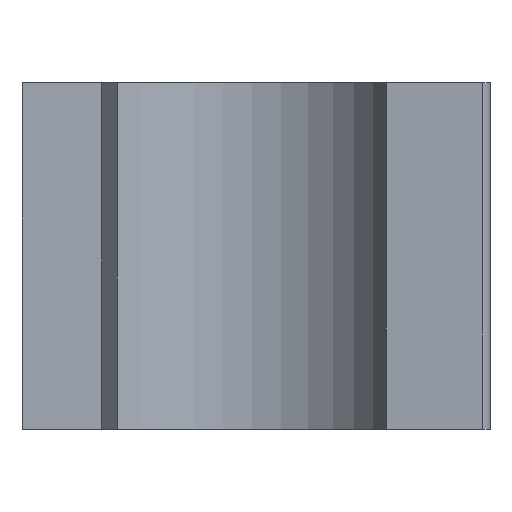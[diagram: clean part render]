
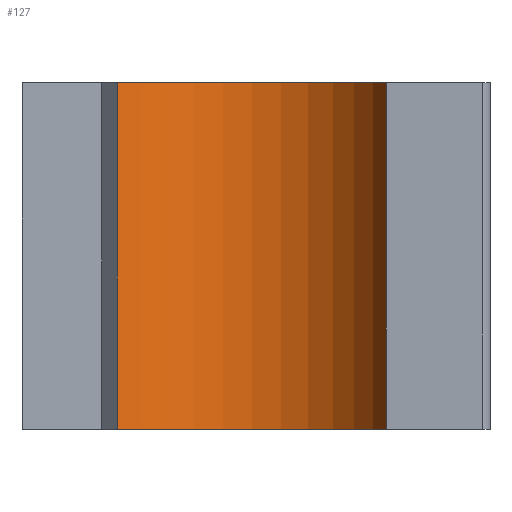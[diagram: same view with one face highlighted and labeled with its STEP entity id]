
A CAD part, top view. The second image highlights one B-rep face of the part: STEP entity #127.
In plain terms, the highlighted cylindrical face has radius 9.731 mm (diameter 19.462 mm), a partial arc.
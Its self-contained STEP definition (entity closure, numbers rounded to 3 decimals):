
#127 = ADVANCED_FACE( '', ( #228 ), #229, .F. );
#228 = FACE_OUTER_BOUND( '', #320, .T. );
#229 = CYLINDRICAL_SURFACE( '', #321, 9.731 );
#320 = EDGE_LOOP( '', ( #448, #449, #450, #451 ) );
#321 = AXIS2_PLACEMENT_3D( '', #452, #453, #454 );
#448 = ORIENTED_EDGE( '', *, *, #620, .F. );
#449 = ORIENTED_EDGE( '', *, *, #641, .F. );
#450 = ORIENTED_EDGE( '', *, *, #642, .T. );
#451 = ORIENTED_EDGE( '', *, *, #628, .T. );
#452 = CARTESIAN_POINT( '', ( -13.488, 20., 10.898 ) );
#453 = DIRECTION( '', ( 0., 1., 0. ) );
#454 = DIRECTION( '', ( 0., 0., -1. ) );
#620 = EDGE_CURVE( '', #720, #722, #723, .T. );
#628 = EDGE_CURVE( '', #736, #722, #737, .T. );
#641 = EDGE_CURVE( '', #754, #720, #755, .T. );
#642 = EDGE_CURVE( '', #754, #736, #756, .T. );
#720 = VERTEX_POINT( '', #860 );
#722 = VERTEX_POINT( '', #863 );
#723 = CIRCLE( '', #864, 9.731 );
#736 = VERTEX_POINT( '', #881 );
#737 = LINE( '', #882, #883 );
#754 = VERTEX_POINT( '', #907 );
#755 = LINE( '', #908, #909 );
#756 = CIRCLE( '', #910, 9.731 );
#860 = CARTESIAN_POINT( '', ( -4.573, 0., 6.997 ) );
#863 = CARTESIAN_POINT( '', ( -20.091, 0., 3.749 ) );
#864 = AXIS2_PLACEMENT_3D( '', #1008, #1009, #1010 );
#881 = CARTESIAN_POINT( '', ( -20.091, 20., 3.749 ) );
#882 = CARTESIAN_POINT( '', ( -20.091, 20., 3.749 ) );
#883 = VECTOR( '', #1021, 1000. );
#907 = CARTESIAN_POINT( '', ( -4.573, 20., 6.997 ) );
#908 = CARTESIAN_POINT( '', ( -4.573, 20., 6.997 ) );
#909 = VECTOR( '', #1032, 1000. );
#910 = AXIS2_PLACEMENT_3D( '', #1033, #1034, #1035 );
#1008 = CARTESIAN_POINT( '', ( -13.488, 0., 10.898 ) );
#1009 = DIRECTION( '', ( 0., 1., 0. ) );
#1010 = DIRECTION( '', ( 1., 0., 0. ) );
#1021 = DIRECTION( '', ( 0., -1., 0. ) );
#1032 = DIRECTION( '', ( 0., -1., 0. ) );
#1033 = CARTESIAN_POINT( '', ( -13.488, 20., 10.898 ) );
#1034 = DIRECTION( '', ( 0., 1., 0. ) );
#1035 = DIRECTION( '', ( 1., 0., 0. ) );
